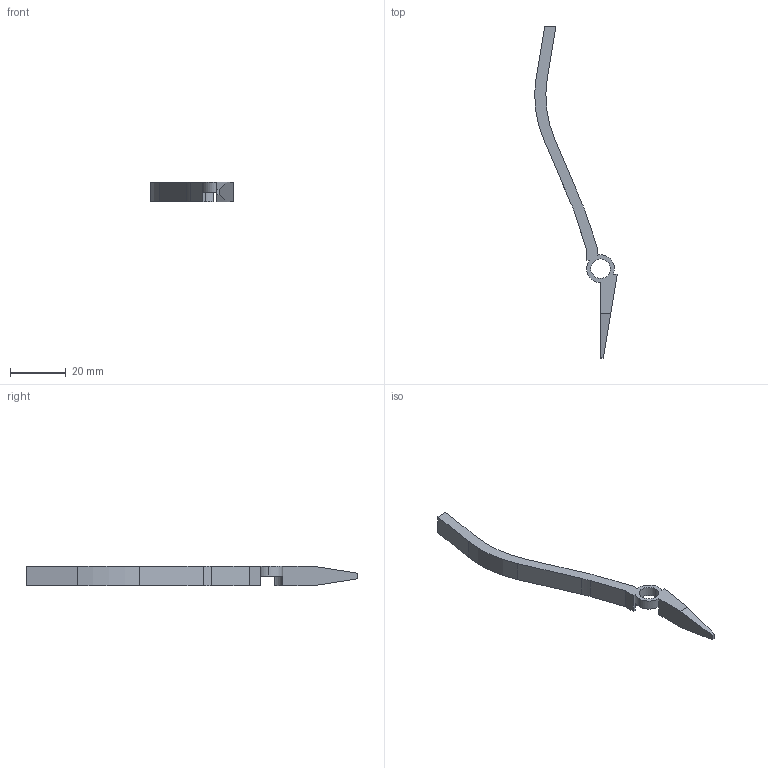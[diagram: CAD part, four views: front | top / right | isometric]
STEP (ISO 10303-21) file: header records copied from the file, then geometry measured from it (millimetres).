
FILE_DESCRIPTION(('produced by SPATIAL CORP'),'2;1');
FILE_NAME( 'female_half_of_pliers.hh.sat.stp', '2002-04-12T11:55:53+00:00',('SPATIAL CORP'),('SPATIAL CORP'), 'ACIS STEP Husk','http://www.spatial.com','SPATIAL CORP');
FILE_SCHEMA(('CONFIG_CONTROL_DESIGN'));
Length unit declared in the file: millimetre
Products named in the file (1): PRODUCT_ID_1
Bounding box: 29.61 x 119 x 7 mm (x, y, z)
Volume: 3056.9 mm3; surface area: 2705.1 mm2
Topology: 1 solids, 1 shells, 32 faces, 86 edges, 56 vertices
Faces by surface type: plane 20, cylinder 12
Entity records: 1031 total; most frequent: ORIENTED_EDGE 172, CARTESIAN_POINT 162, DIRECTION 150, EDGE_CURVE 86, VECTOR 62, LINE 62, VERTEX_POINT 56, AXIS2_PLACEMENT_3D 44
